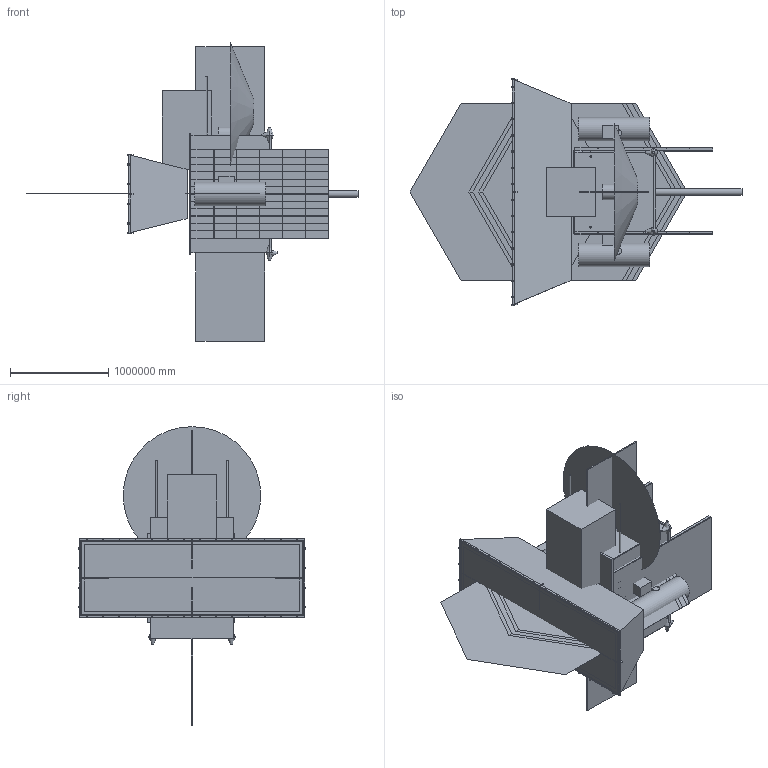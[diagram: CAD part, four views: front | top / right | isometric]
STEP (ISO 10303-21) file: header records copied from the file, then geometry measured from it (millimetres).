
FILE_DESCRIPTION(('FreeCAD Model'),'2;1');
FILE_NAME('Open CASCADE Shape Model','2025-08-15T13:33:22',('Author'),( ''),'Open CASCADE STEP processor 7.8','FreeCAD','Unknown');
FILE_SCHEMA(('AUTOMOTIVE_DESIGN { 1 0 10303 214 1 1 1 1 }'));
Length unit declared in the file: metre
Products named in the file (92): Campana; RCS_Y_1__1; RCS_Y__1_1; RCS_Z_1__1; RCS_Y__1__1; RCS_X_1__1; RCS_Z__1_1; RCS_X__1_1; RCS_Z__1__1; RCS_X__1__1; ST_Lens_P; Boom_Instrumento; StarTracker_P; StarTracker_N; ST_Lens_N; Tanque_N; Tanque_P; Polygon001; Whip_P; Whip_N; PanelSolar_N_Grid; Radiador_Z_; RCS_Y_1_1; Antena_Plato; Pedestal_Plato; Radiador_Z_001; RCS_Z_1_1; RCS_X_1_1; Bolt_Rim025; Bolt_Rim022; Bolt_Rim024; Bolt_Rim023; Bolt_Rim027; Bolt_Rim029; Bolt_Rim031; Bolt_Rim026; Bolt_Rim028; Bolt_Rim030; Bolt_Rim035; Bolt_Rim032 ...
Assembly tree (1 placements, depth 2):
  Campana
  RCS_Y_1__1
  RCS_Y__1_1
  RCS_Z_1__1
  RCS_Y__1__1
Bounding box: 3379230.48 x 2311959.01 x 3040000 mm (x, y, z)
Volume: 5264151521836096512 mm3; surface area: 97298324907803.2 mm2
Topology: 117 solids, 121 shells, 551 faces, 957 edges, 642 vertices
Faces by surface type: plane 456, cylinder 46, bspline 36, cone 13
Full cylindrical faces by diameter (mm): 12000 x36, 16000 x2, 60000 x2, 70000 x3, 160000 x1, 240000 x2
Entity records: 27223 total; most frequent: CARTESIAN_POINT 4238, DIRECTION 3947, VECTOR 2559, LINE 2555, ORIENTED_EDGE 1902, PCURVE 1902, DEFINITIONAL_REPRESENTATION 1902, EDGE_CURVE 957
